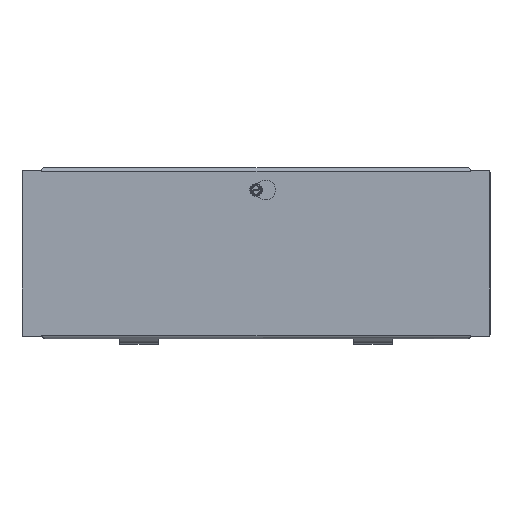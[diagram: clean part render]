
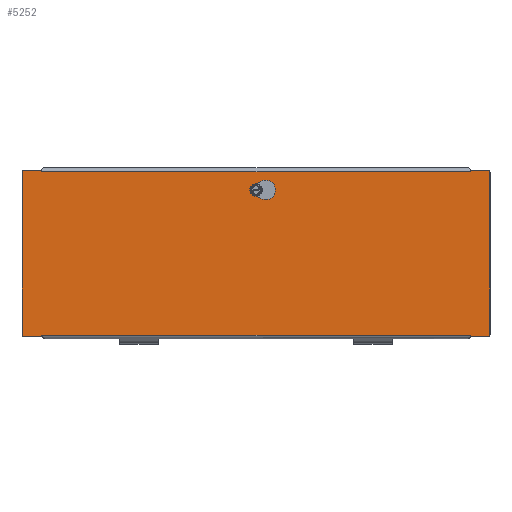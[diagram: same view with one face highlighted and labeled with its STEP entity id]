
A CAD part, top view. The second image highlights one B-rep face of the part: STEP entity #5252.
In plain terms, the highlighted planar face has unit normal (0, 0, 1).
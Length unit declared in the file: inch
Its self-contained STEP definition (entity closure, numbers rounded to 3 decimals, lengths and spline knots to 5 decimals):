
#399=LINE('',#8333,#848);
#403=LINE('',#8345,#852);
#406=LINE('',#8352,#855);
#408=LINE('',#8358,#857);
#411=LINE('',#8365,#860);
#415=LINE('',#8372,#864);
#417=LINE('',#8376,#866);
#418=LINE('',#8378,#867);
#419=LINE('',#8380,#868);
#420=LINE('',#8382,#869);
#421=LINE('',#8384,#870);
#422=LINE('',#8386,#871);
#423=LINE('',#8388,#872);
#424=LINE('',#8390,#873);
#425=LINE('',#8392,#874);
#426=LINE('',#8393,#875);
#427=LINE('',#8395,#876);
#428=LINE('',#8397,#877);
#429=LINE('',#8399,#878);
#430=LINE('',#8401,#879);
#431=LINE('',#8403,#880);
#432=LINE('',#8404,#881);
#848=VECTOR('',#6703,0.21651);
#852=VECTOR('',#6715,0.21651);
#855=VECTOR('',#6726,11.);
#857=VECTOR('',#6734,0.0002);
#860=VECTOR('',#6739,0.03145);
#864=VECTOR('',#6745,0.0002);
#866=VECTOR('',#6749,0.0002);
#867=VECTOR('',#6750,0.0002);
#868=VECTOR('',#6751,0.03145);
#869=VECTOR('',#6752,0.4998);
#870=VECTOR('',#6753,4.255);
#871=VECTOR('',#6754,0.4998);
#872=VECTOR('',#6755,0.03145);
#873=VECTOR('',#6756,0.0002);
#874=VECTOR('',#6757,0.0002);
#875=VECTOR('',#6758,11.);
#876=VECTOR('',#6759,0.0002);
#877=VECTOR('',#6760,0.0002);
#878=VECTOR('',#6761,0.03145);
#879=VECTOR('',#6762,0.4998);
#880=VECTOR('',#6763,4.255);
#881=VECTOR('',#6764,0.4998);
#1151=PLANE('',#5671);
#1306=FACE_BOUND('',#1920,.T.);
#1523=FACE_OUTER_BOUND('',#1919,.T.);
#1919=EDGE_LOOP('',(#4205,#4206,#4207,#4208,#4209,#4210,#4211,#4212,#4213,
#4214,#4215,#4216,#4217,#4218,#4219,#4220,#4221,#4222,#4223,#4224));
#1920=EDGE_LOOP('',(#4225,#4226,#4227,#4228));
#2196=CIRCLE('',#5660,0.25);
#2198=CIRCLE('',#5664,0.125);
#2504=VERTEX_POINT('',#8144);
#2526=VERTEX_POINT('',#8257);
#2529=VERTEX_POINT('',#8270);
#2548=VERTEX_POINT('',#8330);
#2549=VERTEX_POINT('',#8332);
#2551=VERTEX_POINT('',#8338);
#2553=VERTEX_POINT('',#8344);
#2554=VERTEX_POINT('',#8357);
#2556=VERTEX_POINT('',#8363);
#2557=VERTEX_POINT('',#8364);
#2560=VERTEX_POINT('',#8375);
#2561=VERTEX_POINT('',#8377);
#2562=VERTEX_POINT('',#8379);
#2563=VERTEX_POINT('',#8381);
#2564=VERTEX_POINT('',#8383);
#2565=VERTEX_POINT('',#8385);
#2566=VERTEX_POINT('',#8387);
#2567=VERTEX_POINT('',#8389);
#2568=VERTEX_POINT('',#8391);
#2569=VERTEX_POINT('',#8394);
#2570=VERTEX_POINT('',#8396);
#2571=VERTEX_POINT('',#8398);
#2572=VERTEX_POINT('',#8400);
#2573=VERTEX_POINT('',#8402);
#3129=EDGE_CURVE('',#2549,#2548,#399,.T.);
#3132=EDGE_CURVE('',#2551,#2549,#2196,.T.);
#3135=EDGE_CURVE('',#2553,#2551,#403,.T.);
#3138=EDGE_CURVE('',#2548,#2553,#2198,.T.);
#3140=EDGE_CURVE('',#2504,#2529,#406,.T.);
#3142=EDGE_CURVE('',#2554,#2504,#408,.T.);
#3145=EDGE_CURVE('',#2556,#2557,#411,.T.);
#3149=EDGE_CURVE('',#2557,#2554,#415,.T.);
#3151=EDGE_CURVE('',#2529,#2560,#417,.T.);
#3152=EDGE_CURVE('',#2560,#2561,#418,.T.);
#3153=EDGE_CURVE('',#2561,#2562,#419,.T.);
#3154=EDGE_CURVE('',#2563,#2562,#420,.T.);
#3155=EDGE_CURVE('',#2564,#2563,#421,.T.);
#3156=EDGE_CURVE('',#2565,#2564,#422,.T.);
#3157=EDGE_CURVE('',#2565,#2566,#423,.T.);
#3158=EDGE_CURVE('',#2566,#2567,#424,.T.);
#3159=EDGE_CURVE('',#2567,#2568,#425,.T.);
#3160=EDGE_CURVE('',#2568,#2526,#426,.T.);
#3161=EDGE_CURVE('',#2526,#2569,#427,.T.);
#3162=EDGE_CURVE('',#2569,#2570,#428,.T.);
#3163=EDGE_CURVE('',#2570,#2571,#429,.T.);
#3164=EDGE_CURVE('',#2572,#2571,#430,.T.);
#3165=EDGE_CURVE('',#2573,#2572,#431,.T.);
#3166=EDGE_CURVE('',#2556,#2573,#432,.T.);
#4205=ORIENTED_EDGE('',*,*,#3145,.T.);
#4206=ORIENTED_EDGE('',*,*,#3149,.T.);
#4207=ORIENTED_EDGE('',*,*,#3142,.T.);
#4208=ORIENTED_EDGE('',*,*,#3140,.T.);
#4209=ORIENTED_EDGE('',*,*,#3151,.T.);
#4210=ORIENTED_EDGE('',*,*,#3152,.T.);
#4211=ORIENTED_EDGE('',*,*,#3153,.T.);
#4212=ORIENTED_EDGE('',*,*,#3154,.F.);
#4213=ORIENTED_EDGE('',*,*,#3155,.F.);
#4214=ORIENTED_EDGE('',*,*,#3156,.F.);
#4215=ORIENTED_EDGE('',*,*,#3157,.T.);
#4216=ORIENTED_EDGE('',*,*,#3158,.T.);
#4217=ORIENTED_EDGE('',*,*,#3159,.T.);
#4218=ORIENTED_EDGE('',*,*,#3160,.T.);
#4219=ORIENTED_EDGE('',*,*,#3161,.T.);
#4220=ORIENTED_EDGE('',*,*,#3162,.T.);
#4221=ORIENTED_EDGE('',*,*,#3163,.T.);
#4222=ORIENTED_EDGE('',*,*,#3164,.F.);
#4223=ORIENTED_EDGE('',*,*,#3165,.F.);
#4224=ORIENTED_EDGE('',*,*,#3166,.F.);
#4225=ORIENTED_EDGE('',*,*,#3129,.T.);
#4226=ORIENTED_EDGE('',*,*,#3138,.T.);
#4227=ORIENTED_EDGE('',*,*,#3135,.T.);
#4228=ORIENTED_EDGE('',*,*,#3132,.T.);
#5252=ADVANCED_FACE('',(#1523,#1306),#1151,.T.);
#5660=AXIS2_PLACEMENT_3D('',#8339,#6709,#6710);
#5664=AXIS2_PLACEMENT_3D('',#8349,#6721,#6722);
#5671=AXIS2_PLACEMENT_3D('',#8374,#6747,#6748);
#6703=DIRECTION('',(0.866,-0.5,0.));
#6709=DIRECTION('center_axis',(0.,0.,-1.));
#6710=DIRECTION('ref_axis',(0.5,0.866,0.));
#6715=DIRECTION('',(-0.866,-0.5,0.));
#6721=DIRECTION('center_axis',(0.,0.,-1.));
#6722=DIRECTION('ref_axis',(0.5,-0.866,0.));
#6726=DIRECTION('',(-1.,0.,0.));
#6734=DIRECTION('',(0.,1.,0.));
#6739=DIRECTION('',(0.,-1.,0.));
#6745=DIRECTION('',(-1.,0.,0.));
#6747=DIRECTION('center_axis',(0.,0.,1.));
#6748=DIRECTION('ref_axis',(1.,0.,0.));
#6749=DIRECTION('',(0.,-1.,0.));
#6750=DIRECTION('',(-1.,0.,0.));
#6751=DIRECTION('',(0.,1.,0.));
#6752=DIRECTION('',(1.,0.,0.));
#6753=DIRECTION('',(0.,1.,0.));
#6754=DIRECTION('',(-1.,0.,0.));
#6755=DIRECTION('',(0.,1.,0.));
#6756=DIRECTION('',(1.,0.,0.));
#6757=DIRECTION('',(0.,-1.,0.));
#6758=DIRECTION('',(1.,0.,0.));
#6759=DIRECTION('',(0.,1.,0.));
#6760=DIRECTION('',(1.,0.,0.));
#6761=DIRECTION('',(0.,-1.,0.));
#6762=DIRECTION('',(-1.,0.,0.));
#6763=DIRECTION('',(0.,-1.,0.));
#6764=DIRECTION('',(1.,0.,0.));
#8144=CARTESIAN_POINT('',(11.5,4.22375,0.0625));
#8257=CARTESIAN_POINT('',(11.5,0.03125,0.0625));
#8270=CARTESIAN_POINT('',(0.5,4.22375,0.0625));
#8330=CARTESIAN_POINT('',(6.0625,0.60897,0.0625));
#8332=CARTESIAN_POINT('',(5.875,0.71722,0.0625));
#8333=CARTESIAN_POINT('',(5.71029,0.81232,0.0625));
#8338=CARTESIAN_POINT('',(5.875,0.28421,0.0625));
#8339=CARTESIAN_POINT('Origin',(5.75,0.50072,0.0625));
#8344=CARTESIAN_POINT('',(6.0625,0.39246,0.0625));
#8345=CARTESIAN_POINT('',(6.32096,0.54168,0.0625));
#8349=CARTESIAN_POINT('Origin',(6.,0.50072,0.0625));
#8352=CARTESIAN_POINT('',(8.75,4.22375,0.0625));
#8357=CARTESIAN_POINT('',(11.5,4.22355,0.0625));
#8358=CARTESIAN_POINT('',(11.5,3.17553,0.0625));
#8363=CARTESIAN_POINT('',(11.5002,4.255,0.0625));
#8364=CARTESIAN_POINT('',(11.5002,4.22355,0.0625));
#8365=CARTESIAN_POINT('',(11.5002,3.19125,0.0625));
#8372=CARTESIAN_POINT('',(8.7501,4.22355,0.0625));
#8374=CARTESIAN_POINT('Origin',(6.,2.1275,0.0625));
#8375=CARTESIAN_POINT('',(0.5,4.22355,0.0625));
#8376=CARTESIAN_POINT('',(0.5,3.19125,0.0625));
#8377=CARTESIAN_POINT('',(0.4998,4.22355,0.0625));
#8378=CARTESIAN_POINT('',(3.25,4.22355,0.0625));
#8379=CARTESIAN_POINT('',(0.4998,4.255,0.0625));
#8380=CARTESIAN_POINT('',(0.4998,3.17553,0.0625));
#8381=CARTESIAN_POINT('',(0.,4.255,0.0625));
#8382=CARTESIAN_POINT('',(12.,4.255,0.0625));
#8383=CARTESIAN_POINT('',(0.,0.,0.0625));
#8384=CARTESIAN_POINT('',(0.,4.255,0.0625));
#8385=CARTESIAN_POINT('',(0.4998,0.,0.0625));
#8386=CARTESIAN_POINT('',(0.,0.,0.0625));
#8387=CARTESIAN_POINT('',(0.4998,0.03145,0.0625));
#8388=CARTESIAN_POINT('',(0.4998,1.06375,0.0625));
#8389=CARTESIAN_POINT('',(0.5,0.03145,0.0625));
#8390=CARTESIAN_POINT('',(3.2499,0.03145,0.0625));
#8391=CARTESIAN_POINT('',(0.5,0.03125,0.0625));
#8392=CARTESIAN_POINT('',(0.5,1.07948,0.0625));
#8393=CARTESIAN_POINT('',(3.25,0.03125,0.0625));
#8394=CARTESIAN_POINT('',(11.5,0.03145,0.0625));
#8395=CARTESIAN_POINT('',(11.5,1.06375,0.0625));
#8396=CARTESIAN_POINT('',(11.5002,0.03145,0.0625));
#8397=CARTESIAN_POINT('',(8.75,0.03145,0.0625));
#8398=CARTESIAN_POINT('',(11.5002,0.,0.0625));
#8399=CARTESIAN_POINT('',(11.5002,1.07948,0.0625));
#8400=CARTESIAN_POINT('',(12.,0.,0.0625));
#8401=CARTESIAN_POINT('',(0.,0.,0.0625));
#8402=CARTESIAN_POINT('',(12.,4.255,0.0625));
#8403=CARTESIAN_POINT('',(12.,0.,0.0625));
#8404=CARTESIAN_POINT('',(12.,4.255,0.0625));
